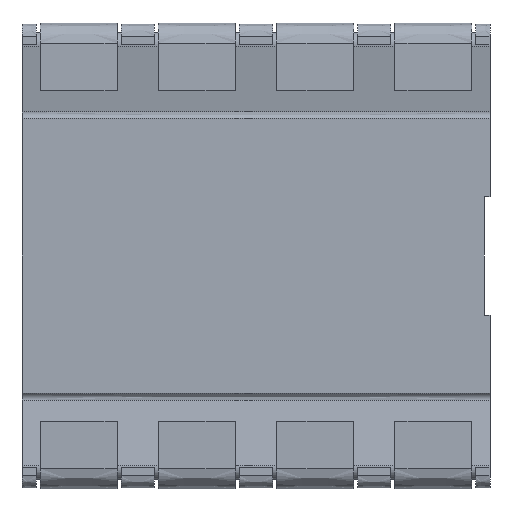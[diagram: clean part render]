
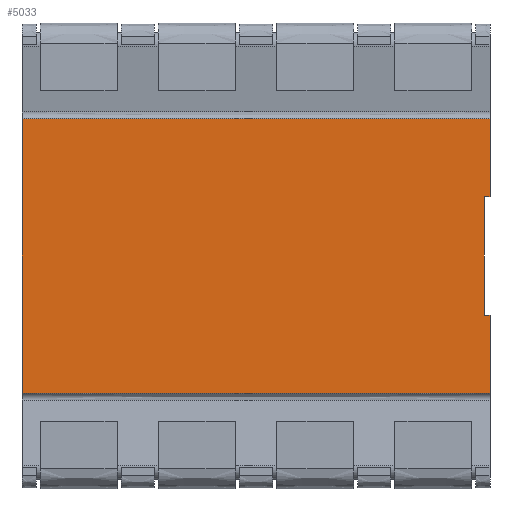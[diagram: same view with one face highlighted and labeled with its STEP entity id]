
A CAD part, front view. The second image highlights one B-rep face of the part: STEP entity #5033.
In plain terms, the highlighted free-form (B-spline) face has degree [1, 1] with [2, 2] control points.
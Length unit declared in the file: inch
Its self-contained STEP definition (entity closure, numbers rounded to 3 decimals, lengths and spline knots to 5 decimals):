
#11=DIRECTION('',(-1.,0.,0.));
#12=VECTOR('',#11,0.005);
#13=CARTESIAN_POINT('',(0.198,-0.043,-0.05));
#14=LINE('',#13,#12);
#19=DIRECTION('',(0.,0.,-1.));
#20=VECTOR('',#19,0.066);
#21=CARTESIAN_POINT('',(0.198,-0.043,-0.05));
#22=LINE('',#21,#20);
#26=DIRECTION('',(0.,0.,-1.));
#27=VECTOR('',#26,0.232);
#28=CARTESIAN_POINT('',(-0.198,-0.043,0.116));
#29=LINE('',#28,#27);
#33=DIRECTION('',(0.,0.,-1.));
#34=VECTOR('',#33,0.066);
#35=CARTESIAN_POINT('',(0.198,-0.043,0.116));
#36=LINE('',#35,#34);
#40=DIRECTION('',(-1.,0.,0.));
#41=VECTOR('',#40,0.005);
#42=CARTESIAN_POINT('',(0.198,-0.043,0.05));
#43=LINE('',#42,#41);
#47=DIRECTION('',(0.,0.,1.));
#48=VECTOR('',#47,0.1);
#49=CARTESIAN_POINT('',(0.193,-0.043,-0.05));
#50=LINE('',#49,#48);
#961=DIRECTION('',(1.,0.,0.));
#962=VECTOR('',#961,0.396);
#963=CARTESIAN_POINT('',(-0.198,-0.043,0.116));
#964=LINE('',#963,#962);
#1053=DIRECTION('',(1.,0.,0.));
#1054=VECTOR('',#1053,0.396);
#1055=CARTESIAN_POINT('',(-0.198,-0.043,-0.116));
#1056=LINE('',#1055,#1054);
#4570=CARTESIAN_POINT('',(-0.198,-0.043,0.116));
#4571=CARTESIAN_POINT('',(-0.198,-0.043,-0.116));
#4572=VERTEX_POINT('',#4570);
#4573=VERTEX_POINT('',#4571);
#4574=CARTESIAN_POINT('',(0.198,-0.043,-0.116));
#4576=VERTEX_POINT('',#4574);
#4610=CARTESIAN_POINT('',(0.198,-0.043,0.116));
#4612=VERTEX_POINT('',#4610);
#4642=CARTESIAN_POINT('',(0.198,-0.043,-0.05));
#4643=CARTESIAN_POINT('',(0.193,-0.043,-0.05));
#4644=VERTEX_POINT('',#4642);
#4645=VERTEX_POINT('',#4643);
#4646=CARTESIAN_POINT('',(0.193,-0.043,0.05));
#4647=VERTEX_POINT('',#4646);
#4648=CARTESIAN_POINT('',(0.198,-0.043,0.05));
#4649=VERTEX_POINT('',#4648);
#5010=CARTESIAN_POINT('',(-0.20592,-0.043,0.12064));
#5011=CARTESIAN_POINT('',(0.20592,-0.043,0.12064));
#5012=CARTESIAN_POINT('',(-0.20592,-0.043,-0.12064));
#5013=CARTESIAN_POINT('',(0.20592,-0.043,-0.12064));
#5014=B_SPLINE_SURFACE_WITH_KNOTS('',1,1,((#5010,#5011),(#5012,#5013)),
.UNSPECIFIED.,.F.,.F.,.F.,(2,2),(2,2),(-0.12064,0.12064),(-0.00592,
0.40592),.UNSPECIFIED.);
#5016=ORIENTED_EDGE('',*,*,#5015,.F.);
#5018=ORIENTED_EDGE('',*,*,#5017,.T.);
#5020=ORIENTED_EDGE('',*,*,#5019,.F.);
#5022=ORIENTED_EDGE('',*,*,#5021,.F.);
#5024=ORIENTED_EDGE('',*,*,#5023,.T.);
#5026=ORIENTED_EDGE('',*,*,#5025,.T.);
#5028=ORIENTED_EDGE('',*,*,#5027,.T.);
#5030=ORIENTED_EDGE('',*,*,#5029,.F.);
#5031=EDGE_LOOP('',(#5016,#5018,#5020,#5022,#5024,#5026,#5028,#5030));
#5032=FACE_OUTER_BOUND('',#5031,.F.);
#5033=ADVANCED_FACE('',(#5032),#5014,.T.);
#5015=EDGE_CURVE('',#4644,#4645,#14,.T.);
#5017=EDGE_CURVE('',#4644,#4576,#22,.T.);
#5019=EDGE_CURVE('',#4573,#4576,#1056,.T.);
#5021=EDGE_CURVE('',#4572,#4573,#29,.T.);
#5023=EDGE_CURVE('',#4572,#4612,#964,.T.);
#5025=EDGE_CURVE('',#4612,#4649,#36,.T.);
#5027=EDGE_CURVE('',#4649,#4647,#43,.T.);
#5029=EDGE_CURVE('',#4645,#4647,#50,.T.);
